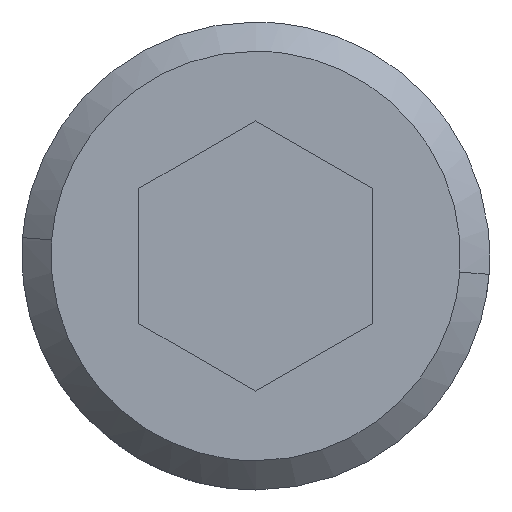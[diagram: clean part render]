
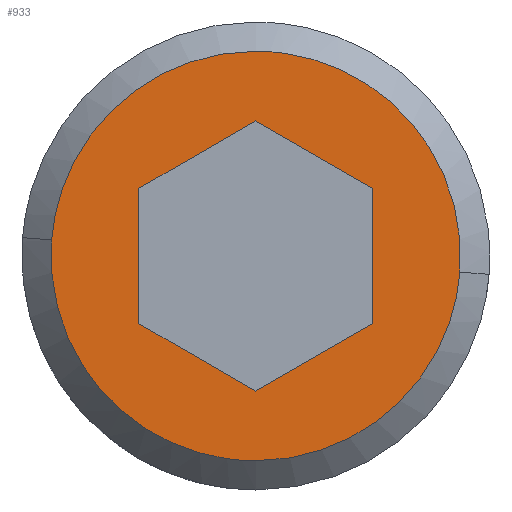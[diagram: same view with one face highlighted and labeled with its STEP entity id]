
A CAD part, front view. The second image highlights one B-rep face of the part: STEP entity #933.
In plain terms, the highlighted free-form (B-spline) face has degree [1, 1] with [2, 2] control points.
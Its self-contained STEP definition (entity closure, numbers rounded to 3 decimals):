
#615=CARTESIAN_POINT('',(6.978,-49.1,-0.549));
#616=VERTEX_POINT('',#615);
#622=CARTESIAN_POINT('',(0.0,-49.1,-7.));
#623=VERTEX_POINT('',#622);
#624=CARTESIAN_POINT('',(0.0,-49.1,-7.));
#625=CARTESIAN_POINT('',(6.471,-49.1,-7.));
#626=CARTESIAN_POINT('',(6.978,-49.1,-0.549));
#634=(BOUNDED_CURVE()B_SPLINE_CURVE(2,(#624,#625,#626),.UNSPECIFIED.,.F.,.U.)B_SPLINE_CURVE_WITH_KNOTS((3,3),(0.0,0.236),.UNSPECIFIED.)CURVE()GEOMETRIC_REPRESENTATION_ITEM()RATIONAL_B_SPLINE_CURVE((1.0,0.723,0.97))REPRESENTATION_ITEM(''));
#635=EDGE_CURVE('',#623,#616,#634,.T.);
#637=CARTESIAN_POINT('',(-6.978,-49.1,0.549));
#638=VERTEX_POINT('',#637);
#639=CARTESIAN_POINT('',(-6.978,-49.1,0.549));
#640=CARTESIAN_POINT('',(-7.,-49.1,0.275));
#641=CARTESIAN_POINT('',(-7.0,-49.1,0.));
#642=CARTESIAN_POINT('',(-7.,-49.1,-7.));
#643=CARTESIAN_POINT('',(0.0,-49.1,-7.));
#651=(BOUNDED_CURVE()B_SPLINE_CURVE(2,(#639,#640,#641,#642,#643),.UNSPECIFIED.,.F.,.U.)B_SPLINE_CURVE_WITH_KNOTS((3,2,3),(0.736,0.75,1.0),.UNSPECIFIED.)CURVE()GEOMETRIC_REPRESENTATION_ITEM()RATIONAL_B_SPLINE_CURVE((0.97,0.984,1.0,0.707,1.0))REPRESENTATION_ITEM(''));
#652=EDGE_CURVE('',#638,#623,#651,.T.);
#686=CARTESIAN_POINT('',(0.0,-49.1,7.));
#687=VERTEX_POINT('',#686);
#688=CARTESIAN_POINT('',(0.0,-49.1,7.));
#689=CARTESIAN_POINT('',(-6.471,-49.1,7.0));
#690=CARTESIAN_POINT('',(-6.978,-49.1,0.549));
#698=(BOUNDED_CURVE()B_SPLINE_CURVE(2,(#688,#689,#690),.UNSPECIFIED.,.F.,.U.)B_SPLINE_CURVE_WITH_KNOTS((3,3),(0.5,0.736),.UNSPECIFIED.)CURVE()GEOMETRIC_REPRESENTATION_ITEM()RATIONAL_B_SPLINE_CURVE((1.0,0.723,0.97))REPRESENTATION_ITEM(''));
#699=EDGE_CURVE('',#687,#638,#698,.T.);
#701=CARTESIAN_POINT('',(6.978,-49.1,-0.549));
#702=CARTESIAN_POINT('',(7.0,-49.1,-0.275));
#703=CARTESIAN_POINT('',(7.0,-49.1,0.));
#704=CARTESIAN_POINT('',(7.,-49.1,7.));
#705=CARTESIAN_POINT('',(0.0,-49.1,7.));
#713=(BOUNDED_CURVE()B_SPLINE_CURVE(2,(#701,#702,#703,#704,#705),.UNSPECIFIED.,.F.,.U.)B_SPLINE_CURVE_WITH_KNOTS((3,2,3),(0.236,0.25,0.5),.UNSPECIFIED.)CURVE()GEOMETRIC_REPRESENTATION_ITEM()RATIONAL_B_SPLINE_CURVE((0.97,0.984,1.0,0.707,1.0))REPRESENTATION_ITEM(''));
#714=EDGE_CURVE('',#616,#687,#713,.T.);
#787=CARTESIAN_POINT('',(0.0,-49.1,4.619));
#788=VERTEX_POINT('',#787);
#789=CARTESIAN_POINT('',(-4.0,-49.1,2.309));
#790=VERTEX_POINT('',#789);
#791=CARTESIAN_POINT('',(0.0,-49.1,4.619));
#792=CARTESIAN_POINT('',(-4.0,-49.1,2.309));
#793=QUASI_UNIFORM_CURVE('',1,(#791,#792),.UNSPECIFIED.,.F.,.U.);
#794=EDGE_CURVE('',#788,#790,#793,.T.);
#815=CARTESIAN_POINT('',(4.0,-49.1,2.309));
#816=VERTEX_POINT('',#815);
#817=CARTESIAN_POINT('',(4.0,-49.1,2.309));
#818=CARTESIAN_POINT('',(0.0,-49.1,4.619));
#819=QUASI_UNIFORM_CURVE('',1,(#817,#818),.UNSPECIFIED.,.F.,.U.);
#820=EDGE_CURVE('',#816,#788,#819,.T.);
#837=CARTESIAN_POINT('',(4.0,-49.1,-2.309));
#838=VERTEX_POINT('',#837);
#839=CARTESIAN_POINT('',(4.0,-49.1,-2.309));
#840=CARTESIAN_POINT('',(4.0,-49.1,2.309));
#841=QUASI_UNIFORM_CURVE('',1,(#839,#840),.UNSPECIFIED.,.F.,.U.);
#842=EDGE_CURVE('',#838,#816,#841,.T.);
#859=CARTESIAN_POINT('',(0.0,-49.1,-4.619));
#860=VERTEX_POINT('',#859);
#861=CARTESIAN_POINT('',(0.0,-49.1,-4.619));
#862=CARTESIAN_POINT('',(4.0,-49.1,-2.309));
#863=QUASI_UNIFORM_CURVE('',1,(#861,#862),.UNSPECIFIED.,.F.,.U.);
#864=EDGE_CURVE('',#860,#838,#863,.T.);
#881=CARTESIAN_POINT('',(-4.0,-49.1,-2.309));
#882=VERTEX_POINT('',#881);
#883=CARTESIAN_POINT('',(-4.0,-49.1,-2.309));
#884=CARTESIAN_POINT('',(0.0,-49.1,-4.619));
#885=QUASI_UNIFORM_CURVE('',1,(#883,#884),.UNSPECIFIED.,.F.,.U.);
#886=EDGE_CURVE('',#882,#860,#885,.T.);
#903=CARTESIAN_POINT('',(-4.0,-49.1,2.309));
#904=CARTESIAN_POINT('',(-4.0,-49.1,-2.309));
#905=QUASI_UNIFORM_CURVE('',1,(#903,#904),.UNSPECIFIED.,.F.,.U.);
#906=EDGE_CURVE('',#790,#882,#905,.T.);
#914=CARTESIAN_POINT('',(-7.697,-49.1,7.699));
#915=CARTESIAN_POINT('',(-7.697,-49.1,-7.699));
#916=CARTESIAN_POINT('',(7.697,-49.1,7.699));
#917=CARTESIAN_POINT('',(7.697,-49.1,-7.699));
#918=B_SPLINE_SURFACE_WITH_KNOTS('',1,1,((#914,#916),(#915,#917)),.UNSPECIFIED.,.F.,.F.,.U.,(2,2),(2,2),(0.0,15.399),(0.0,15.394),.UNSPECIFIED.);
#919=ORIENTED_EDGE('',*,*,#635,.T.);
#920=ORIENTED_EDGE('',*,*,#714,.T.);
#921=ORIENTED_EDGE('',*,*,#699,.T.);
#922=ORIENTED_EDGE('',*,*,#652,.T.);
#923=EDGE_LOOP('',(#919,#920,#921,#922));
#924=FACE_OUTER_BOUND('',#923,.T.);
#925=ORIENTED_EDGE('',*,*,#906,.F.);
#926=ORIENTED_EDGE('',*,*,#794,.F.);
#927=ORIENTED_EDGE('',*,*,#820,.F.);
#928=ORIENTED_EDGE('',*,*,#842,.F.);
#929=ORIENTED_EDGE('',*,*,#864,.F.);
#930=ORIENTED_EDGE('',*,*,#886,.F.);
#931=EDGE_LOOP('',(#925,#926,#927,#928,#929,#930));
#932=FACE_BOUND('',#931,.T.);
#933=ADVANCED_FACE('',(#924,#932),#918,.T.);
